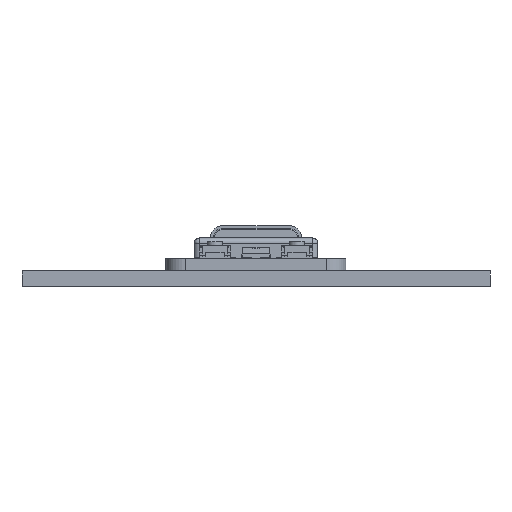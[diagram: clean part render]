
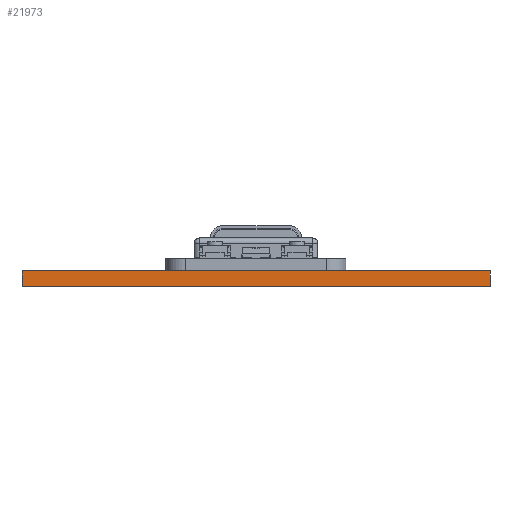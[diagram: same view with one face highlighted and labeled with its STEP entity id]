
A CAD part, front view. The second image highlights one B-rep face of the part: STEP entity #21973.
In plain terms, the highlighted planar face has unit normal (0, -1, 0).
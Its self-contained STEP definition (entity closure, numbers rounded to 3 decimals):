
#1819=FACE_OUTER_BOUND('',#3096,.T.);
#3096=EDGE_LOOP('',(#14668,#14669,#14670,#14671));
#4514=LINE('',#30608,#6916);
#4515=LINE('',#30610,#6917);
#4516=LINE('',#30612,#6918);
#4517=LINE('',#30613,#6919);
#6916=VECTOR('',#25029,1.);
#6917=VECTOR('',#25030,1.);
#6918=VECTOR('',#25031,1.);
#6919=VECTOR('',#25032,1.);
#9318=VERTEX_POINT('',#30606);
#9319=VERTEX_POINT('',#30607);
#9320=VERTEX_POINT('',#30609);
#9321=VERTEX_POINT('',#30611);
#11438=EDGE_CURVE('',#9318,#9319,#4514,.T.);
#11439=EDGE_CURVE('',#9319,#9320,#4515,.T.);
#11440=EDGE_CURVE('',#9321,#9320,#4516,.T.);
#11441=EDGE_CURVE('',#9318,#9321,#4517,.T.);
#14668=ORIENTED_EDGE('',*,*,#11438,.T.);
#14669=ORIENTED_EDGE('',*,*,#11439,.T.);
#14670=ORIENTED_EDGE('',*,*,#11440,.F.);
#14671=ORIENTED_EDGE('',*,*,#11441,.F.);
#21128=PLANE('',#23436);
#21973=ADVANCED_FACE('',(#1819),#21128,.T.);
#23436=AXIS2_PLACEMENT_3D('',#30605,#25027,#25028);
#25027=DIRECTION('center_axis',(0.,-1.,0.));
#25028=DIRECTION('ref_axis',(-1.,0.,0.));
#25029=DIRECTION('',(0.,0.,1.));
#25030=DIRECTION('',(-1.,0.,0.));
#25031=DIRECTION('',(0.,0.,1.));
#25032=DIRECTION('',(-1.,0.,0.));
#30605=CARTESIAN_POINT('Origin',(193.7,-121.1,0.));
#30606=CARTESIAN_POINT('',(193.7,-121.1,0.));
#30607=CARTESIAN_POINT('',(193.7,-121.1,1.51));
#30608=CARTESIAN_POINT('',(193.7,-121.1,0.));
#30609=CARTESIAN_POINT('',(148.2,-121.1,1.51));
#30610=CARTESIAN_POINT('',(193.7,-121.1,1.51));
#30611=CARTESIAN_POINT('',(148.2,-121.1,0.));
#30612=CARTESIAN_POINT('',(148.2,-121.1,0.));
#30613=CARTESIAN_POINT('',(193.7,-121.1,0.));
